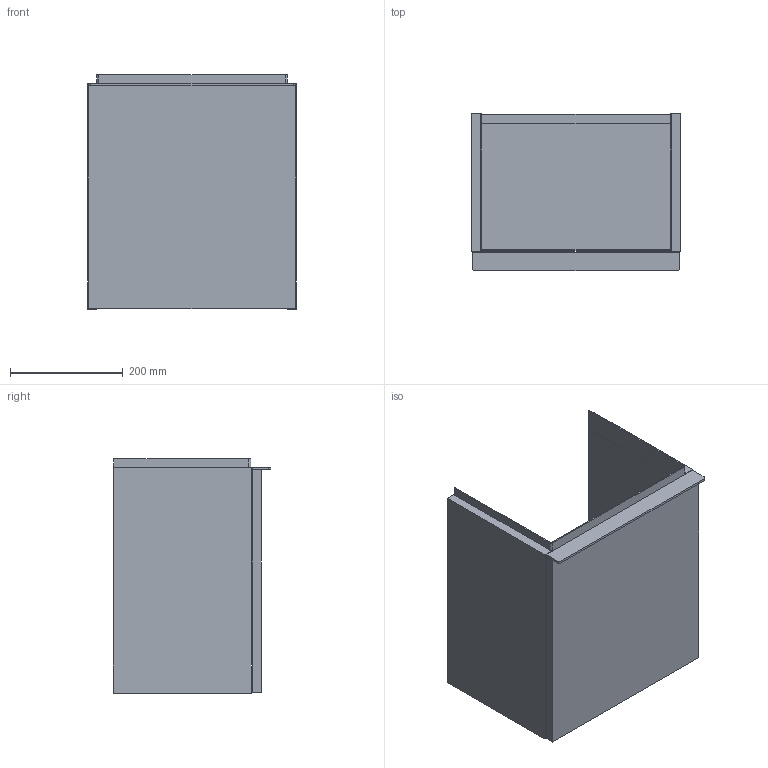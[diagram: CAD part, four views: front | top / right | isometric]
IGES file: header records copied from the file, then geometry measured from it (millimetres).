
Global section: file name: 502301; native system: Autodesk Inventor 2018; preprocessor: unknown; author: JANAN; date: 20210128.084631; units: millimetre
Bounding box: 370 x 279.2 x 415 mm (x, y, z)
Volume: 7418168.1 mm3; surface area: 1096798.6 mm2
Topology: 6 solids, 6 shells, 50 faces, 114 edges, 76 vertices
Faces by surface type: bspline 50
